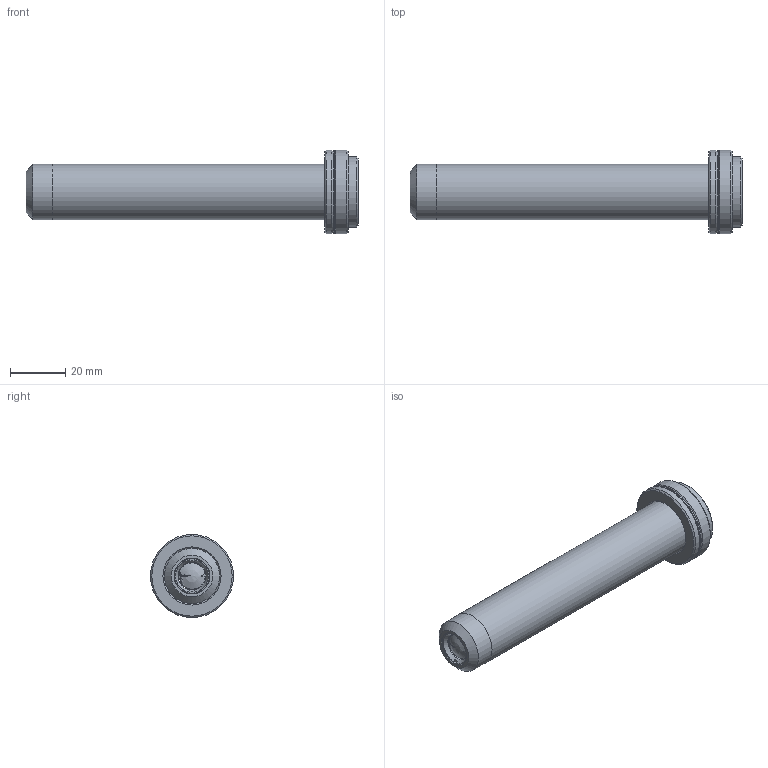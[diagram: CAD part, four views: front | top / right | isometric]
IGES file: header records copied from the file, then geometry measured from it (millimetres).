
Start section: SolidWorks IGES file using analytic representation for surfaces
Global section: file name: DP32350-A_MC3M300X.igs; native system: SolidWorks 2021; preprocessor: SolidWorks 2021; author: lrizzotto; date: 230308.110039; units: millimetre
Bounding box: 119.91 x 30 x 30 mm (x, y, z)
Surface area: 13573 mm2 (no closed solid volume)
Topology: 0 solids, 2 shells, 51 faces, 175 edges, 136 vertices
Faces by surface type: revolution 35, bspline 16
